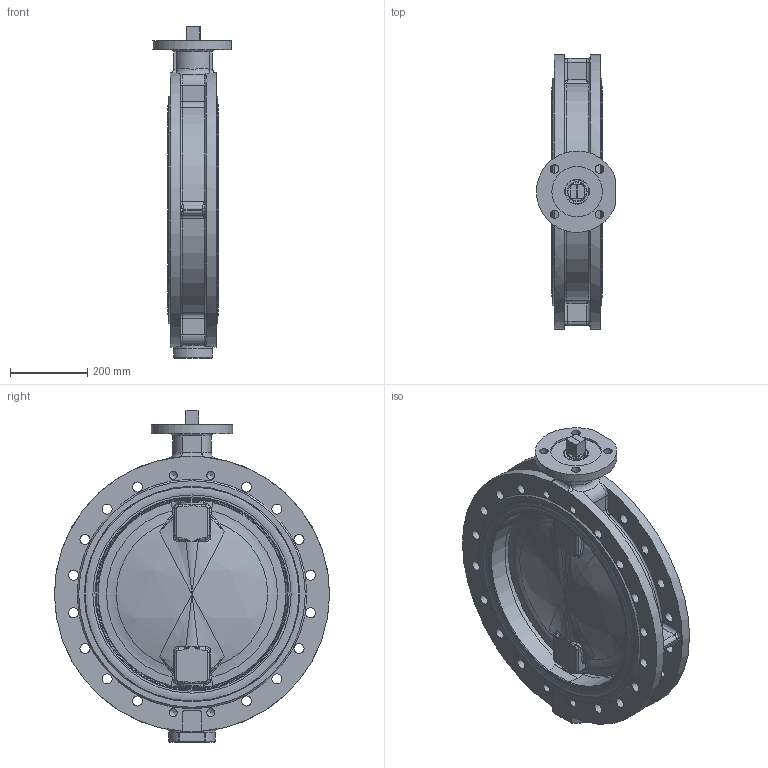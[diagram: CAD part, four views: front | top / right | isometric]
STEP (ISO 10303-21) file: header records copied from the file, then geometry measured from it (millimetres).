
FILE_DESCRIPTION((''),'2;1');
FILE_NAME('DF1W-500-0035-00.stp','2014-11-12T07:44:39',('terwei'),(''),'Autodesk Inventor 2013','Autodesk Inventor 2013','');
FILE_SCHEMA(('AUTOMOTIVE_DESIGN { 1 0 10303 214 1 1 1 1 }'));
Length unit declared in the file: millimetre
Products named in the file (22): F11Z-500-0009-00_F16-ASME B16.5 cl.150.iam (ohne Schrauben+Muttern); 12-1-500-1-F011-R06_F11C-500-0000-20; ST3F-500-0013-27_aus ST3R-500-0016-20; O-Ring 50x4 eingebaut; KLXF-450-0004-42 mit O-Ringen; KLXF-450-0004-42; O-Ring 58x2 eingebaut; KLXF-450-0003-45; Man-1-500-1-211 R06-kpl-eingebaut; Man-1-500-1-211 R06-eingebaut; 018-500-279E; O-Ring 50x5 eingebaut; DIN 916 M8  x  12; WTVB-500-0000-23; KRXF-500-0040-00-komplett-mit-O-Ring; KRXF-500-0040-00; O-Ring 38x2,5 eingebaut; KAXF-500-0014-00; O-Ring 72x3 eingebaut; KXXF-500-0015-00; DIN EN ISO 4762 M8 x 25
Assembly tree (28 placements, depth 3):
  F11Z-500-0009-00_F16-ASME B16.5 cl.150.iam (ohne Schrauben+Muttern)
    12-1-500-1-F011-R06_F11C-500-0000-20
    ST3F-500-0013-27_aus ST3R-500-0016-20
    O-Ring 50x4 eingebaut  x2
    KLXF-450-0004-42 mit O-Ringen
      KLXF-450-0004-42
      O-Ring 50x4 eingebaut
      O-Ring 58x2 eingebaut
    KLXF-450-0003-45  x2
    Man-1-500-1-211 R06-kpl-eingebaut
      Man-1-500-1-211 R06-eingebaut
      018-500-279E  x2
      O-Ring 50x5 eingebaut  x2
    DIN 916 M8  x  12
    WTVB-500-0000-23
    KRXF-500-0040-00-komplett-mit-O-Ring
      KRXF-500-0040-00
      O-Ring 38x2,5 eingebaut
    KAXF-500-0014-00
    O-Ring 72x3 eingebaut
    KXXF-500-0015-00
    DIN EN ISO 4762 M8 x 25  x4
Bounding box: 203.72 x 710 x 857 mm (x, y, z)
Volume: 23029873.7 mm3; surface area: 2929490.2 mm2
Topology: 26 solids, 26 shells, 1601 faces, 4001 edges, 2465 vertices
Faces by surface type: bspline 473, plane 455, cylinder 320, torus 147, cone 129, sphere 77
Full cylindrical faces by diameter (mm): 5.5 x1, 6.647 x5, 8 x5, 9 x4, 13 x4, 15 x4, 20.752 x8, 22 x4, 26 x32, 28 x1, 38 x4, 38.1 x3, 41.8 x2, 45 x1, 45.1 x1, 49.5 x4, 49.9 x1, 50 x8, 50.1 x4, 50.2 x6, 50.5 x2, 56.4 x4, 57.2 x2, 58 x4, 58.8 x2, 61.9 x2, 62 x5, 62.12 x1, 62.15 x2, 65 x4
Entity records: 60966 total; most frequent: CARTESIAN_POINT 27258, ORIENTED_EDGE 6924, DIRECTION 5668, EDGE_CURVE 3462, AXIS2_PLACEMENT_3D 2355, VERTEX_POINT 2287, EDGE_LOOP 1977, FACE_OUTER_BOUND 1529
